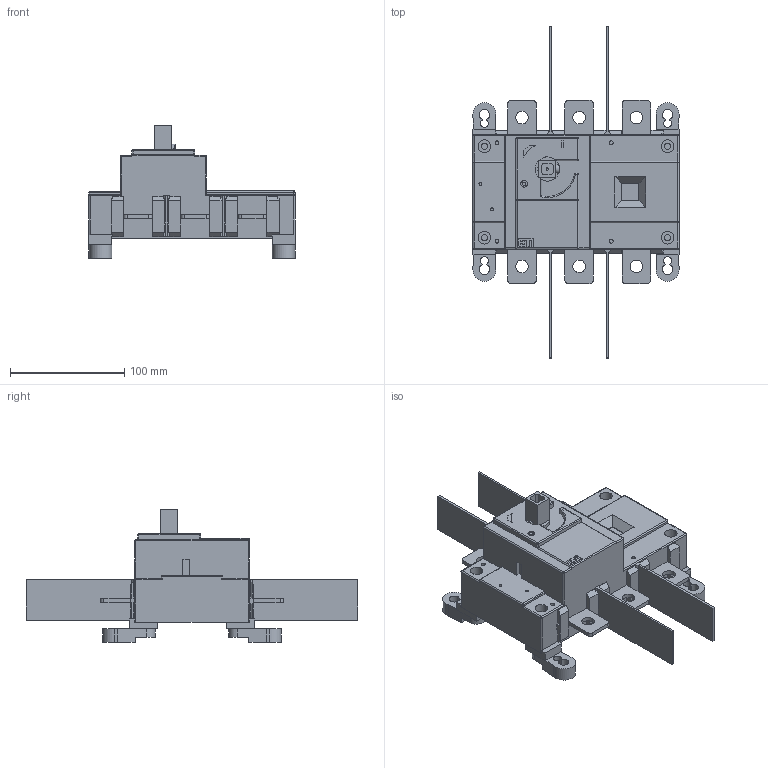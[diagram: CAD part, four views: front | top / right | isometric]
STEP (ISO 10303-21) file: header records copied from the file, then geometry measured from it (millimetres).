
FILE_DESCRIPTION((''),'2;1');
FILE_NAME('ASM0001_ASM','2023-08-30T08:18:20',('klemen.sitar'),('Audax d.o.o.'),'CREO PARAMETRIC BY PTC INC, 2021304','CREO PARAMETRIC BY PTC INC, 2021304','');
FILE_SCHEMA(('AP242_MANAGED_MODEL_BASED_3D_ENGINEERING_MIM_LF { 1 0 10303 442 1 1 4 }'));
Products named in the file (24): 26003026_1_1_1_1_1_1; PRT7154_1_1_1_1_1_1; PRT7154_1_2_1_1_1_1; PRT7154_1_3_1_1_1_1; PRT7154_1_4_1_1_1_1; PRT7154_1_5_1_1_1_1; PRT7154_1_6_1_1_1_1; PRT7154_1_ASM_1_1_ASM_1_1_ASM; NP_1_1_1_1_1; PRT7157_1_1_1_1_1_1; 004661451_LBS_250_3P_ASM_1_1__1_ASM; 26A13020_5; 26A13020_4; 26A13020_3; 26A13020_2; 26A13020_1; 26A13020_ASM; PRT0004_1_1; PRT0004_1_2; PRT0004_1_3; PRT0004_1_ASM; ASM0002_ASM_1_ASM; ETI_LOGO_13_2X7_71MM_ASM; ASM0001_ASM
Assembly tree (23 placements, depth 5):
  ASM0001_ASM
    004661451_LBS_250_3P_ASM_1_1__1_ASM
      26003026_1_1_1_1_1_1
      PRT7154_1_ASM_1_1_ASM_1_1_ASM
        PRT7154_1_1_1_1_1_1
        PRT7154_1_2_1_1_1_1
        PRT7154_1_3_1_1_1_1
        PRT7154_1_4_1_1_1_1
        PRT7154_1_5_1_1_1_1
        PRT7154_1_6_1_1_1_1
      NP_1_1_1_1_1
      PRT7157_1_1_1_1_1_1
    26A13020_ASM
      26A13020_5
      26A13020_4
      26A13020_3
      26A13020_2
      26A13020_1
    ETI_LOGO_13_2X7_71MM_ASM
      ASM0002_ASM_1_ASM
        PRT0004_1_ASM
          PRT0004_1_1
          PRT0004_1_2
          PRT0004_1_3
Bounding box: 180 x 290 x 116.1 mm (x, y, z)
Volume: 1066493 mm3; surface area: 145050.4 mm2
Topology: 20 solids, 20 shells, 601 faces, 1559 edges, 1015 vertices
Faces by surface type: plane 429, cylinder 152, sphere 19, torus 1
Entity records: 30326 total; most frequent: CARTESIAN_POINT 3411, DIRECTION 3197, ORIENTED_EDGE 3080, PRESENTATION_STYLE_ASSIGNMENT 2120, STYLED_ITEM 2120, CURVE_STYLE 1540, EDGE_CURVE 1540, VECTOR 1185
